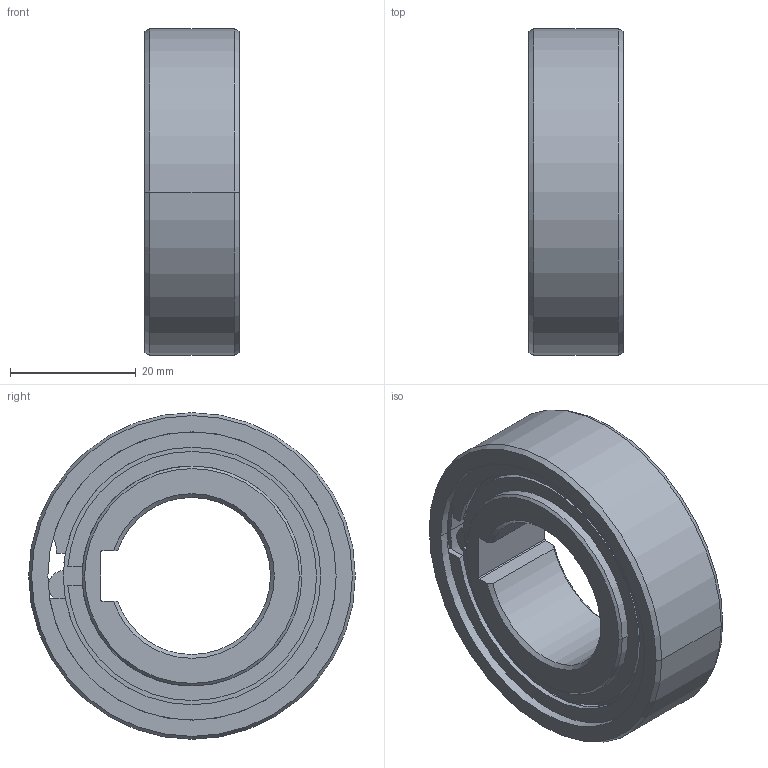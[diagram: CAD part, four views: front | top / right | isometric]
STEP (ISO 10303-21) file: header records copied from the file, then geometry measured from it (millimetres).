
FILE_DESCRIPTION((''),'2;1');
FILE_NAME('_CGS_TEMP_IGS','2023-05-17T',('SYSTEM'),(''),'PRO/ENGINEER BY PARAMETRIC TECHNOLOGY CORPORATION, 2016360','PRO/ENGINEER BY PARAMETRIC TECHNOLOGY CORPORATION, 2016360','');
FILE_SCHEMA(('AUTOMOTIVE_DESIGN { 1 0 10303 214 1 1 1 1 }'));
Length unit declared in the file: inch
Products named in the file (1): _CGS_TEMP_IGS
Bounding box: 15 x 52 x 52 mm (x, y, z)
Volume: 17943.3 mm3; surface area: 14293.8 mm2
Topology: 14 solids, 14 shells, 216 faces, 540 edges, 354 vertices
Faces by surface type: plane 71, cylinder 71, cone 42, bspline 24, torus 8
Entity records: 11606 total; most frequent: CARTESIAN_POINT 6284, DIRECTION 1090, ORIENTED_EDGE 1064, EDGE_CURVE 532, AXIS2_PLACEMENT_3D 458, VERTEX_POINT 354, CIRCLE 266, EDGE_LOOP 230
